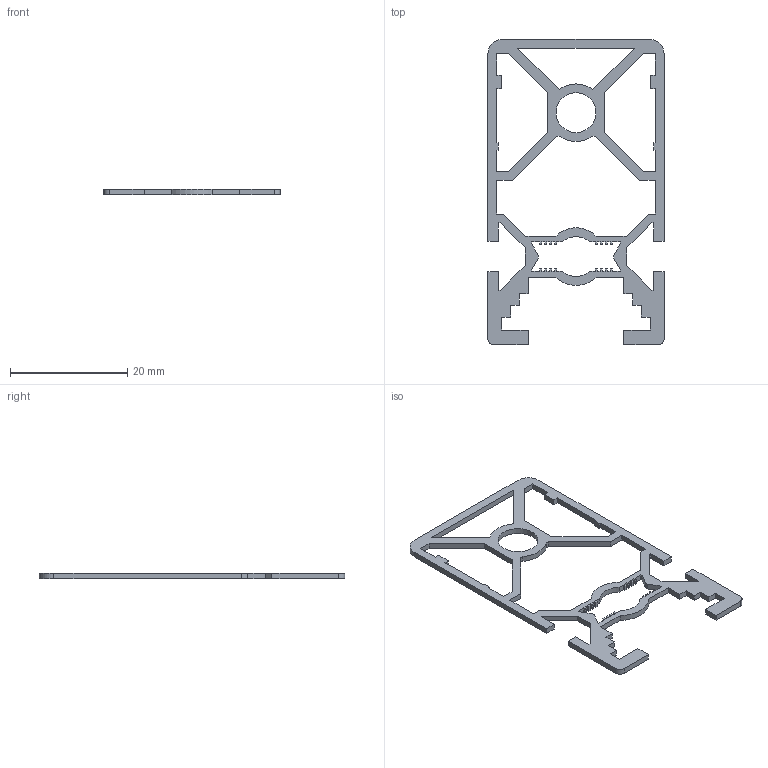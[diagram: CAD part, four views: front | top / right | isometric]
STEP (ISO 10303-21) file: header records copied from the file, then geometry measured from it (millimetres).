
FILE_DESCRIPTION((''),'2;1');
FILE_NAME('SP181_extern.ipt.step','2007-09-10T15:09:21',(''),(''),'Autodesk Inventor 11','Autodesk Inventor 11','');
FILE_SCHEMA(('AUTOMOTIVE_DESIGN { 1 0 10303 214 1 1 1 1 }'));
Length unit declared in the file: millimetre
Products named in the file (1): SP181_extern
Bounding box: 30 x 52 x 1 mm (x, y, z)
Volume: 470.6 mm3; surface area: 1486.5 mm2
Topology: 1 solids, 1 shells, 181 faces, 538 edges, 359 vertices
Faces by surface type: plane 128, bspline 45, cylinder 8
Entity records: 6034 total; most frequent: CARTESIAN_POINT 1253, ORIENTED_EDGE 1072, DIRECTION 832, EDGE_CURVE 536, VECTOR 514, LINE 514, VERTEX_POINT 358, EDGE_LOOP 194
